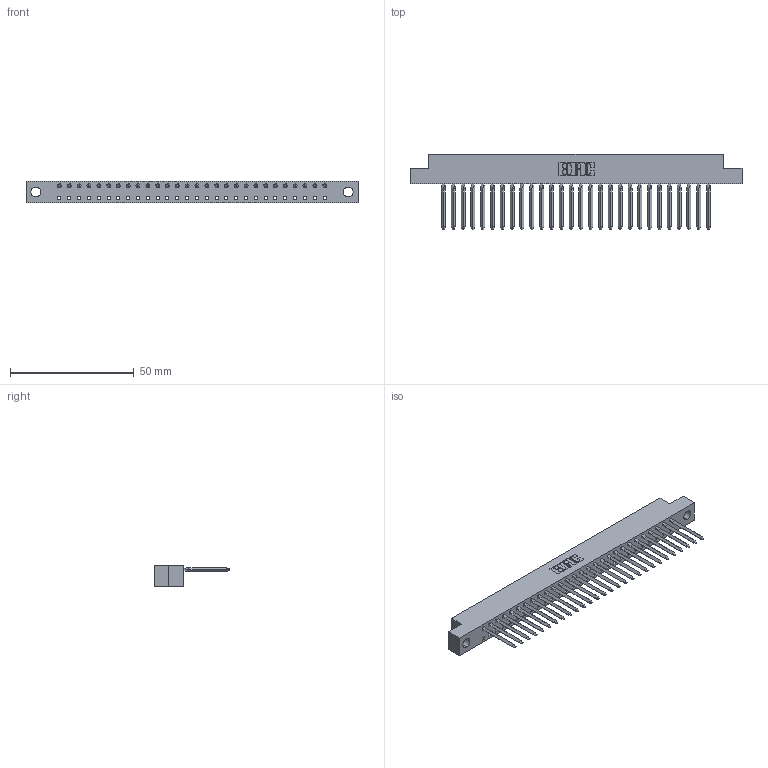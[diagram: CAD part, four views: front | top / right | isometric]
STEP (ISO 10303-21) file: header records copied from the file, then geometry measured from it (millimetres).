
FILE_DESCRIPTION (( 'STEP AP203' ), '1' );
FILE_NAME ('338-028-541-104.STEP', '2020-03-24T17:59:47', ( '' ), ( '' ), 'SwSTEP 2.0', 'SolidWorks 2016', '' );
FILE_SCHEMA (( 'CONFIG_CONTROL_DESIGN' ));
Length unit declared in the file: inch
Products named in the file (3): 338-290-001_541; 338-210-001_338-210-028-004; 338-028-541-104
Assembly tree (29 placements, depth 2):
  338-028-541-104
    338-210-001_338-210-028-004
    338-290-001_541  x28
Bounding box: 133.96 x 30.56 x 8.71 mm (x, y, z)
Volume: 9294.5 mm3; surface area: 15101.7 mm2
Topology: 29 solids, 29 shells, 2712 faces, 7483 edges, 4782 vertices
Faces by surface type: plane 1884, cylinder 716, bspline 112
Entity records: 55530 total; most frequent: CARTESIAN_POINT 11150, ORIENTED_EDGE 9404, DIRECTION 8765, EDGE_CURVE 4702, VECTOR 3523, LINE 3523, VERTEX_POINT 3054, AXIS2_PLACEMENT_3D 2621
